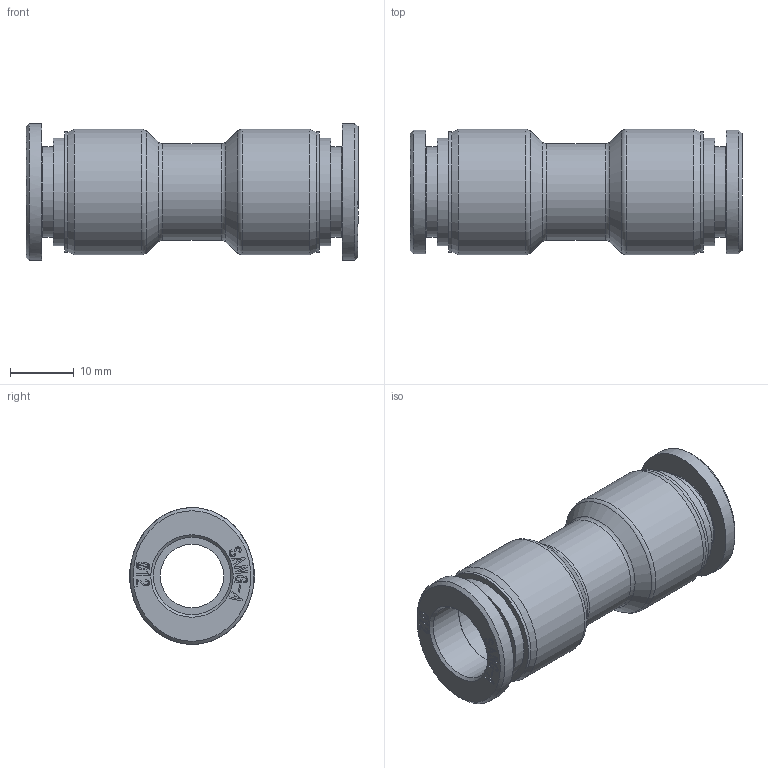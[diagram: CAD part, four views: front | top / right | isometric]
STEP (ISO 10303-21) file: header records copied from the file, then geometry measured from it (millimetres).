
FILE_DESCRIPTION((''),'2;1');
FILE_NAME('F-PUC 12.stp','2020-11-24T08:16:33',('Administrator'),(''),'Autodesk Inventor 2013','Autodesk Inventor 2013','');
FILE_SCHEMA(('CONFIG_CONTROL_DESIGN'));
Length unit declared in the file: millimetre
Products named in the file (3): 조립품1; F-PUC 12 BODY; F-SLEEVE 12(SUS)
Assembly tree (3 placements, depth 2):
  조립품1
    F-PUC 12 BODY
    F-SLEEVE 12(SUS)  x2
Bounding box: 52.2 x 19.7 x 21.5 mm (x, y, z)
Volume: 7751.7 mm3; surface area: 6505.7 mm2
Topology: 3 solids, 3 shells, 342 faces, 898 edges, 594 vertices
Faces by surface type: plane 180, bspline 136, cylinder 14, cone 8, torus 4
Full cylindrical faces by diameter (mm): 10 x1, 12.15 x2, 12.2 x2, 14.2 x2, 15.2 x1, 16.9 x2, 18.9 x2, 19.7 x2
Entity records: 5626 total; most frequent: CARTESIAN_POINT 1651, ORIENTED_EDGE 886, DIRECTION 576, EDGE_CURVE 443, VERTEX_POINT 305, VECTOR 280, LINE 280, EDGE_LOOP 224
